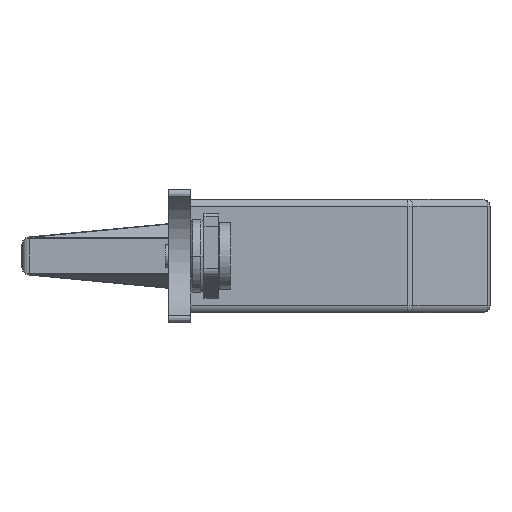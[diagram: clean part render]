
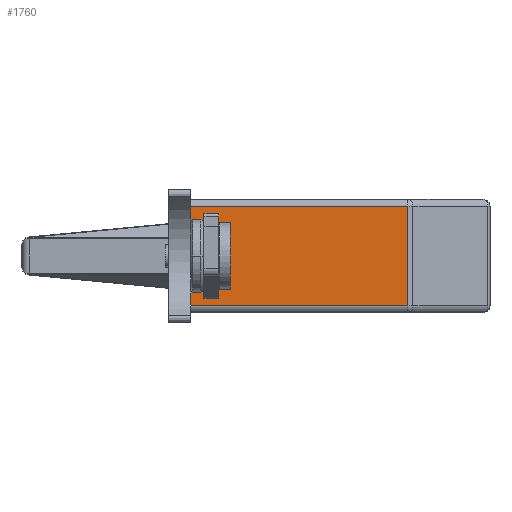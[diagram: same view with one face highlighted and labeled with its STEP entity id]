
A CAD part, left-side view. The second image highlights one B-rep face of the part: STEP entity #1760.
In plain terms, the highlighted face is planar.
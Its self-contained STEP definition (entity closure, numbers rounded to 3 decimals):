
#177 = EDGE_CURVE ( 'NONE', #6929, #1139, #9019, .T. ) ;
#186 = FACE_OUTER_BOUND ( 'NONE', #4302, .T. ) ;
#279 = DIRECTION ( 'NONE',  ( 0., 1., 0. ) ) ;
#367 = DIRECTION ( 'NONE',  ( -1., 0., 0. ) ) ;
#572 = EDGE_CURVE ( 'NONE', #2435, #6929, #5355, .T. ) ;
#573 = CARTESIAN_POINT ( 'NONE',  ( 16.086, -33.75, -2.25 ) ) ;
#943 = DIRECTION ( 'NONE',  ( -1., 0., 0. ) ) ;
#1139 = VERTEX_POINT ( 'NONE', #7035 ) ;
#1482 = VECTOR ( 'NONE', #4617, 1000. ) ;
#1692 = DIRECTION ( 'NONE',  ( 1., 0., 0. ) ) ;
#1760 = ADVANCED_FACE ( 'NONE', ( #186 ), #5402, .F. ) ;
#2435 = VERTEX_POINT ( 'NONE', #7202 ) ;
#2932 = LINE ( 'NONE', #2980, #7620 ) ;
#2980 = CARTESIAN_POINT ( 'NONE',  ( 27.3, -33.75, -2.25 ) ) ;
#4018 = CARTESIAN_POINT ( 'NONE',  ( 27.3, -33.75, 11.25 ) ) ;
#4274 = ORIENTED_EDGE ( 'NONE', *, *, #572, .T. ) ;
#4302 = EDGE_LOOP ( 'NONE', ( #7442, #4274, #7754, #7668 ) ) ;
#4515 = EDGE_CURVE ( 'NONE', #1139, #5918, #2932, .T. ) ;
#4617 = DIRECTION ( 'NONE',  ( 0., 0., -1. ) ) ;
#4889 = AXIS2_PLACEMENT_3D ( 'NONE', #6678, #279, #943 ) ;
#5197 = CARTESIAN_POINT ( 'NONE',  ( -13.5, -33.75, 11.25 ) ) ;
#5355 = LINE ( 'NONE', #4018, #8255 ) ;
#5402 = PLANE ( 'NONE',  #4889 ) ;
#5443 = DIRECTION ( 'NONE',  ( 0., 0., 1. ) ) ;
#5490 = EDGE_CURVE ( 'NONE', #5918, #2435, #8990, .T. ) ;
#5918 = VERTEX_POINT ( 'NONE', #573 ) ;
#6087 = CARTESIAN_POINT ( 'NONE',  ( -13.5, -33.75, 12.25 ) ) ;
#6577 = VECTOR ( 'NONE', #5443, 1000. ) ;
#6678 = CARTESIAN_POINT ( 'NONE',  ( 27.3, -33.75, 12.25 ) ) ;
#6929 = VERTEX_POINT ( 'NONE', #5197 ) ;
#7035 = CARTESIAN_POINT ( 'NONE',  ( -13.5, -33.75, -2.25 ) ) ;
#7202 = CARTESIAN_POINT ( 'NONE',  ( 16.086, -33.75, 11.25 ) ) ;
#7442 = ORIENTED_EDGE ( 'NONE', *, *, #5490, .T. ) ;
#7620 = VECTOR ( 'NONE', #1692, 1000. ) ;
#7668 = ORIENTED_EDGE ( 'NONE', *, *, #4515, .T. ) ;
#7754 = ORIENTED_EDGE ( 'NONE', *, *, #177, .T. ) ;
#8255 = VECTOR ( 'NONE', #367, 1000. ) ;
#8285 = CARTESIAN_POINT ( 'NONE',  ( 16.086, -33.75, 12.25 ) ) ;
#8990 = LINE ( 'NONE', #8285, #6577 ) ;
#9019 = LINE ( 'NONE', #6087, #1482 ) ;
